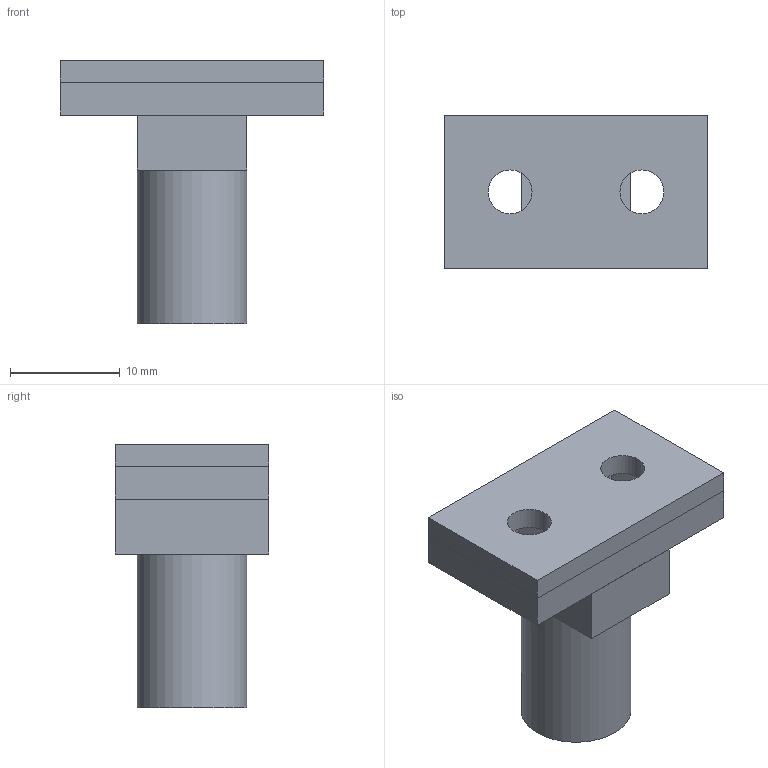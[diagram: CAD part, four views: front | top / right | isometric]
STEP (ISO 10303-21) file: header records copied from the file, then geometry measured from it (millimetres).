
FILE_DESCRIPTION(('FreeCAD Model'),'2;1');
FILE_NAME('motorMount.step', '2016-12-09T20:10:05',('Author'),(''), 'Open CASCADE STEP processor 6.8','FreeCAD','Unknown');
FILE_SCHEMA(('AUTOMOTIVE_DESIGN_CC2 { 1 2 10303 214 -1 1 5 4 }'));
Length unit declared in the file: millimetre
Products named in the file (9): ASSEMBLY; Pad003; Top; Bolts; Block; MotorMount; PadMotorMount; PadBolts; PadBlock
Assembly tree (8 placements, depth 2):
  ASSEMBLY
    Pad003
    Top
    Bolts
    Block
    MotorMount
    PadMotorMount
    PadBolts
    PadBlock
Bounding box: 24 x 14 x 24 mm (x, y, z)
Volume: 2803.7 mm3; surface area: 3025.3 mm2
Topology: 4 solids, 4 shells, 37 faces, 116 edges, 113 vertices
Faces by surface type: plane 33, cylinder 4
Full cylindrical faces by diameter (mm): 4 x2, 10 x1
Entity records: 2702 total; most frequent: CARTESIAN_POINT 476, DIRECTION 390, LINE 270, VECTOR 270, ORIENTED_EDGE 174, PCURVE 174, DEFINITIONAL_REPRESENTATION 174, EDGE_CURVE 87
